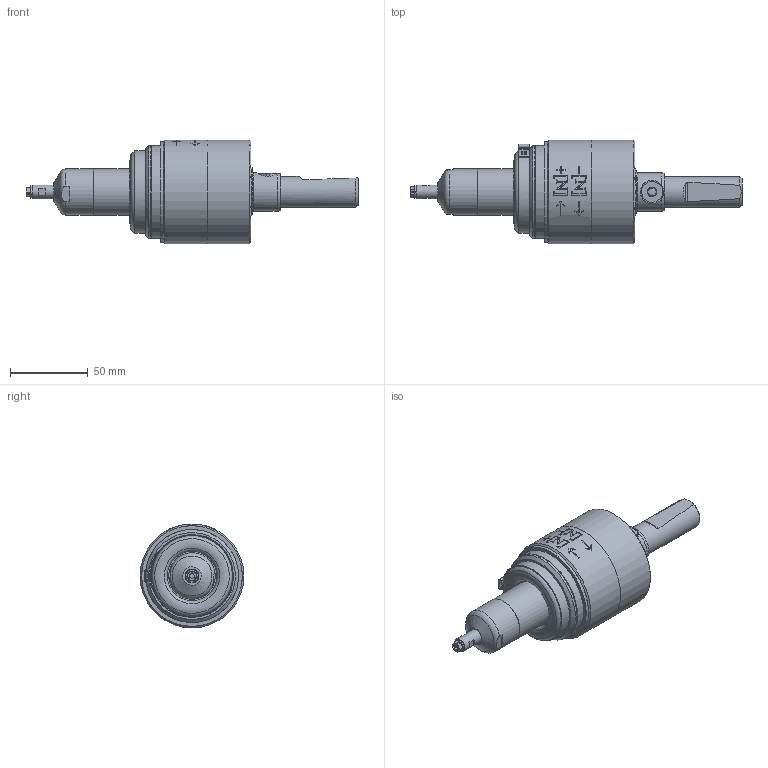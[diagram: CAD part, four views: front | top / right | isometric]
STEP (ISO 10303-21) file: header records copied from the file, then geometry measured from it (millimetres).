
FILE_DESCRIPTION(/* description */ (''),/* implementation_level */ '2;1');
FILE_NAME(/* name */ 'ESR 1000 X3_60053335.stp',/* time_stamp */ '2015-12-02T10:41:32+01:00',/* author */ ('rmorof'),/* organization */ (''),/* preprocessor_version */ 'ST-DEVELOPER v15.2',/* originating_system */ 'Autodesk Inventor 2014',/* authorisation */ '');
FILE_SCHEMA (('CONFIG_CONTROL_DESIGN'));
Length unit declared in the file: millimetre
Products named in the file (1): ESR 1000 X3_60053335
Bounding box: 214.08 x 67 x 67 mm (x, y, z)
Volume: 308641.8 mm3; surface area: 34794.9 mm2
Topology: 1 solids, 3 shells, 367 faces, 982 edges, 649 vertices
Faces by surface type: plane 210, cylinder 96, bspline 32, cone 21, torus 8
Full cylindrical faces by diameter (mm): 2 x2, 3 x1, 3.1 x1, 4 x1, 6 x1, 8.566 x1, 9 x1, 12 x1, 14.5 x1, 15 x1, 20 x1, 25 x1, 29.8 x1, 30 x1, 32 x1, 58.94 x1, 60 x2, 64.93 x1, 67 x2
Entity records: 17646 total; most frequent: CARTESIAN_POINT 8709, ORIENTED_EDGE 1830, DIRECTION 1631, EDGE_CURVE 915, VERTEX_POINT 623, AXIS2_PLACEMENT_3D 619, EDGE_LOOP 444, LINE 393
